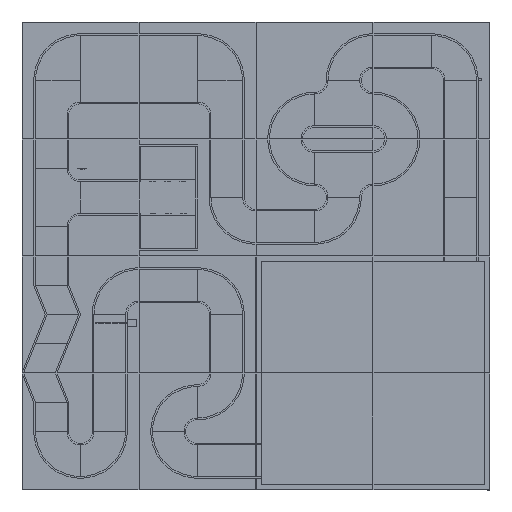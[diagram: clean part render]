
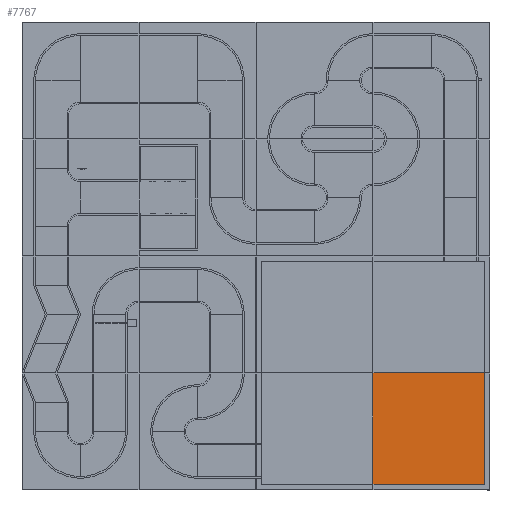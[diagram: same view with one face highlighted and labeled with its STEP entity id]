
A CAD part, top view. The second image highlights one B-rep face of the part: STEP entity #7767.
In plain terms, the highlighted planar face has unit normal (0, 0, 1).
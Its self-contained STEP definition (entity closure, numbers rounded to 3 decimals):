
#7653=DIRECTION('',(-1.,0.,0.));
#7654=VECTOR('',#7653,950.);
#7655=CARTESIAN_POINT('',(950.,0.,10.));
#7656=LINE('',#7655,#7654);
#7665=DIRECTION('',(0.,-1.,0.));
#7666=VECTOR('',#7665,950.);
#7667=CARTESIAN_POINT('',(950.,950.,10.));
#7668=LINE('',#7667,#7666);
#7677=DIRECTION('',(0.,1.,0.));
#7678=VECTOR('',#7677,950.);
#7679=CARTESIAN_POINT('',(0.,0.,10.));
#7680=LINE('',#7679,#7678);
#7689=DIRECTION('',(1.,0.,0.));
#7690=VECTOR('',#7689,950.);
#7691=CARTESIAN_POINT('',(0.,950.,10.));
#7692=LINE('',#7691,#7690);
#7697=CARTESIAN_POINT('',(950.,0.,10.));
#7698=VERTEX_POINT('',#7697);
#7699=CARTESIAN_POINT('',(0.,0.,10.));
#7700=VERTEX_POINT('',#7699);
#7703=CARTESIAN_POINT('',(0.,950.,10.));
#7704=VERTEX_POINT('',#7703);
#7707=CARTESIAN_POINT('',(950.,950.,10.));
#7708=VERTEX_POINT('',#7707);
#7754=CARTESIAN_POINT('',(475.,475.,10.));
#7755=DIRECTION('',(0.,0.,1.));
#7756=DIRECTION('',(1.,0.,0.));
#7757=AXIS2_PLACEMENT_3D('',#7754,#7755,#7756);
#7758=PLANE('',#7757);
#7759=ORIENTED_EDGE('',*,*,#7747,.T.);
#7760=ORIENTED_EDGE('',*,*,#7718,.T.);
#7762=ORIENTED_EDGE('',*,*,#7761,.T.);
#7764=ORIENTED_EDGE('',*,*,#7763,.T.);
#7765=EDGE_LOOP('',(#7759,#7760,#7762,#7764));
#7766=FACE_OUTER_BOUND('',#7765,.F.);
#7767=ADVANCED_FACE('',(#7766),#7758,.T.);
#7718=EDGE_CURVE('',#7698,#7700,#7656,.T.);
#7747=EDGE_CURVE('',#7708,#7698,#7668,.T.);
#7761=EDGE_CURVE('',#7700,#7704,#7680,.T.);
#7763=EDGE_CURVE('',#7704,#7708,#7692,.T.);
